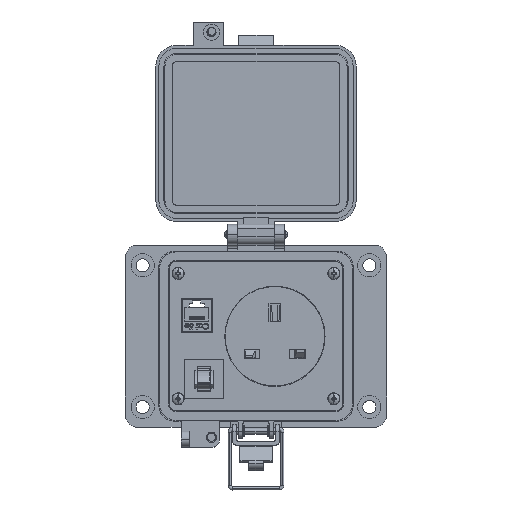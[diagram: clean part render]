
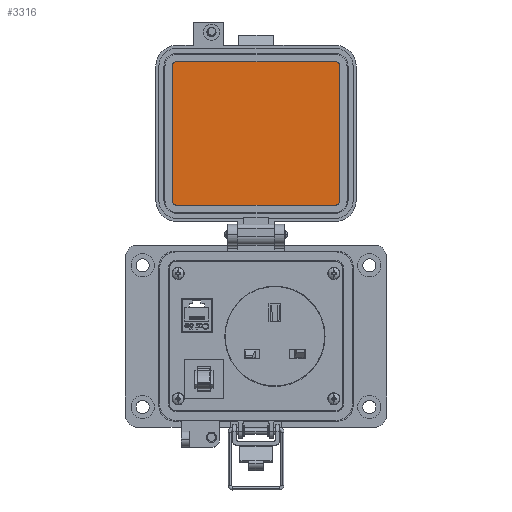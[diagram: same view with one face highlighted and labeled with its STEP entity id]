
A CAD part, top view. The second image highlights one B-rep face of the part: STEP entity #3316.
In plain terms, the highlighted planar face has unit normal (0, 0, 1).
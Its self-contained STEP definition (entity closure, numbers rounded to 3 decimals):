
#232 = FACE_OUTER_BOUND ( 'NONE', #29453, .T. ) ;
#703 = DIRECTION ( 'NONE',  ( 0., 1., 0. ) ) ;
#3316 = ADVANCED_FACE ( 'NONE', ( #232 ), #57093, .T. ) ;
#5830 = VECTOR ( 'NONE', #64911, 1000. ) ;
#6372 = CARTESIAN_POINT ( 'NONE',  ( -44.769, 93.196, 19.202 ) ) ;
#7192 = AXIS2_PLACEMENT_3D ( 'NONE', #18936, #24257, #47041 ) ;
#9322 = EDGE_CURVE ( 'NONE', #23561, #56680, #56796, .T. ) ;
#9930 = CARTESIAN_POINT ( 'NONE',  ( 35.912, 128.688, 19.202 ) ) ;
#11293 = LINE ( 'NONE', #6372, #27865 ) ;
#11661 = CARTESIAN_POINT ( 'NONE',  ( -44.769, 60.004, 19.202 ) ) ;
#12034 = CARTESIAN_POINT ( 'NONE',  ( -44.769, 126.389, 19.202 ) ) ;
#12852 = DIRECTION ( 'NONE',  ( 0., -1., 0. ) ) ;
#12967 = CARTESIAN_POINT ( 'NONE',  ( 38.212, 93.196, 19.202 ) ) ;
#13523 = ORIENTED_EDGE ( 'NONE', *, *, #37995, .F. ) ;
#14105 = EDGE_CURVE ( 'NONE', #67260, #24434, #11293, .T. ) ;
#14559 = ORIENTED_EDGE ( 'NONE', *, *, #61037, .F. ) ;
#15429 = ORIENTED_EDGE ( 'NONE', *, *, #18897, .F. ) ;
#15532 = DIRECTION ( 'NONE',  ( 1., 0., 0. ) ) ;
#16527 = ORIENTED_EDGE ( 'NONE', *, *, #46653, .F. ) ;
#16754 = VERTEX_POINT ( 'NONE', #41870 ) ;
#18897 = EDGE_CURVE ( 'NONE', #24434, #16754, #71879, .T. ) ;
#18936 = CARTESIAN_POINT ( 'NONE',  ( -42.469, 60.004, 19.202 ) ) ;
#19253 = EDGE_CURVE ( 'NONE', #16754, #54937, #65084, .T. ) ;
#22516 = ORIENTED_EDGE ( 'NONE', *, *, #9322, .F. ) ;
#23001 = CARTESIAN_POINT ( 'NONE',  ( 38.212, 60.004, 19.202 ) ) ;
#23561 = VERTEX_POINT ( 'NONE', #38506 ) ;
#23637 = VERTEX_POINT ( 'NONE', #69929 ) ;
#24257 = DIRECTION ( 'NONE',  ( 0., 0., -1. ) ) ;
#24422 = ORIENTED_EDGE ( 'NONE', *, *, #14105, .F. ) ;
#24434 = VERTEX_POINT ( 'NONE', #12034 ) ;
#26305 = ORIENTED_EDGE ( 'NONE', *, *, #19253, .F. ) ;
#27865 = VECTOR ( 'NONE', #703, 1000. ) ;
#27888 = DIRECTION ( 'NONE',  ( -1., 0., 0. ) ) ;
#29453 = EDGE_LOOP ( 'NONE', ( #56069, #16527, #14559, #26305, #15429, #24422, #13523, #22516 ) ) ;
#29505 = AXIS2_PLACEMENT_3D ( 'NONE', #64445, #34865, #40568 ) ;
#34865 = DIRECTION ( 'NONE',  ( 0., 0., -1. ) ) ;
#35170 = DIRECTION ( 'NONE',  ( -1., 0., 0. ) ) ;
#35899 = CARTESIAN_POINT ( 'NONE',  ( -3.279, 128.688, 19.202 ) ) ;
#37995 = EDGE_CURVE ( 'NONE', #56680, #67260, #58063, .T. ) ;
#38506 = CARTESIAN_POINT ( 'NONE',  ( 35.912, 57.705, 19.202 ) ) ;
#40046 = DIRECTION ( 'NONE',  ( 0., 0., 1. ) ) ;
#40568 = DIRECTION ( 'NONE',  ( 0., -1., 0. ) ) ;
#41316 = AXIS2_PLACEMENT_3D ( 'NONE', #59856, #71621, #12852 ) ;
#41870 = CARTESIAN_POINT ( 'NONE',  ( -42.469, 128.688, 19.202 ) ) ;
#43700 = VECTOR ( 'NONE', #35170, 1000. ) ;
#45806 = AXIS2_PLACEMENT_3D ( 'NONE', #63151, #40046, #27888 ) ;
#46563 = CARTESIAN_POINT ( 'NONE',  ( -3.279, 57.705, 19.202 ) ) ;
#46653 = EDGE_CURVE ( 'NONE', #23637, #50258, #61372, .T. ) ;
#47041 = DIRECTION ( 'NONE',  ( 1., 0., 0. ) ) ;
#50258 = VERTEX_POINT ( 'NONE', #23001 ) ;
#51564 = DIRECTION ( 'NONE',  ( 0., 0., -1. ) ) ;
#53543 = CIRCLE ( 'NONE', #69188, 2.299 ) ;
#54172 = CARTESIAN_POINT ( 'NONE',  ( -42.469, 57.705, 19.202 ) ) ;
#54937 = VERTEX_POINT ( 'NONE', #9930 ) ;
#56069 = ORIENTED_EDGE ( 'NONE', *, *, #57669, .F. ) ;
#56680 = VERTEX_POINT ( 'NONE', #54172 ) ;
#56796 = LINE ( 'NONE', #46563, #43700 ) ;
#57093 = PLANE ( 'NONE',  #45806 ) ;
#57669 = EDGE_CURVE ( 'NONE', #50258, #23561, #73986, .T. ) ;
#58063 = CIRCLE ( 'NONE', #7192, 2.299 ) ;
#59039 = DIRECTION ( 'NONE',  ( 1., 0., 0. ) ) ;
#59856 = CARTESIAN_POINT ( 'NONE',  ( 35.912, 60.004, 19.202 ) ) ;
#61037 = EDGE_CURVE ( 'NONE', #54937, #23637, #53543, .T. ) ;
#61372 = LINE ( 'NONE', #12967, #5830 ) ;
#63151 = CARTESIAN_POINT ( 'NONE',  ( 39.871, 130.108, 19.202 ) ) ;
#64445 = CARTESIAN_POINT ( 'NONE',  ( -42.469, 126.389, 19.202 ) ) ;
#64911 = DIRECTION ( 'NONE',  ( 0., -1., 0. ) ) ;
#65084 = LINE ( 'NONE', #35899, #66555 ) ;
#66555 = VECTOR ( 'NONE', #59039, 1000. ) ;
#67260 = VERTEX_POINT ( 'NONE', #11661 ) ;
#67857 = CARTESIAN_POINT ( 'NONE',  ( 35.912, 126.389, 19.202 ) ) ;
#69188 = AXIS2_PLACEMENT_3D ( 'NONE', #67857, #51564, #15532 ) ;
#69929 = CARTESIAN_POINT ( 'NONE',  ( 38.212, 126.389, 19.202 ) ) ;
#71621 = DIRECTION ( 'NONE',  ( 0., 0., -1. ) ) ;
#71879 = CIRCLE ( 'NONE', #29505, 2.299 ) ;
#73986 = CIRCLE ( 'NONE', #41316, 2.299 ) ;
